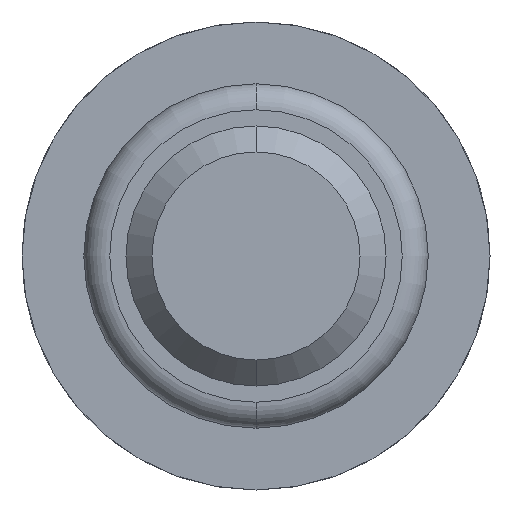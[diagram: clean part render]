
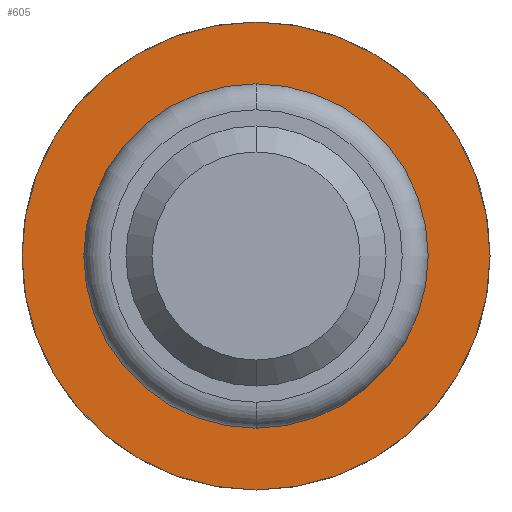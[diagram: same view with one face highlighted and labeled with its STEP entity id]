
A CAD part, front view. The second image highlights one B-rep face of the part: STEP entity #605.
In plain terms, the highlighted planar face has unit normal (0, -1, 0).
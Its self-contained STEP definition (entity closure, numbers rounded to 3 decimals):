
#148 = DIRECTION ( 'NONE',  ( 0., 1., 0. ) ) ;
#195 = FACE_OUTER_BOUND ( 'NONE', #1144, .T. ) ;
#605 = ADVANCED_FACE ( 'Defeature ausgef�hrt4_13', ( #195, #1011 ), #738, .F. ) ;
#712 = VERTEX_POINT ( 'NONE', #2259 ) ;
#738 = PLANE ( 'NONE',  #2868 ) ;
#753 = EDGE_CURVE ( 'Defeature ausgef�hrt4_13+Defeature ausgef�hrt4_14+Defeature ausgef�hrt4_14+Defeature ausgef�hrt4_14', #1509, #3817, #2361, .T. ) ;
#774 = DIRECTION ( 'NONE',  ( 0., 0., 1. ) ) ;
#836 = ORIENTED_EDGE ( 'NONE', *, *, #753, .T. ) ;
#907 = AXIS2_PLACEMENT_3D ( 'NONE', #977, #2621, #1488 ) ;
#977 = CARTESIAN_POINT ( 'NONE',  ( 0., -1.8, 0. ) ) ;
#1011 = FACE_BOUND ( 'NONE', #1605, .T. ) ;
#1144 = EDGE_LOOP ( 'NONE', ( #1203, #3060 ) ) ;
#1150 = CARTESIAN_POINT ( 'NONE',  ( 0., -1.8, 0. ) ) ;
#1185 = CIRCLE ( 'NONE', #907, 1.325 ) ;
#1203 = ORIENTED_EDGE ( 'NONE', *, *, #4235, .F. ) ;
#1374 = AXIS2_PLACEMENT_3D ( 'NONE', #3940, #2304, #2320 ) ;
#1442 = CIRCLE ( 'NONE', #4112, 1.8 ) ;
#1488 = DIRECTION ( 'NONE',  ( 0., 0., 1. ) ) ;
#1509 = VERTEX_POINT ( 'NONE', #3311 ) ;
#1605 = EDGE_LOOP ( 'NONE', ( #1632, #836 ) ) ;
#1632 = ORIENTED_EDGE ( 'NONE', *, *, #3584, .T. ) ;
#1953 = EDGE_CURVE ( 'Defeature ausgef�hrt4_12+Defeature ausgef�hrt4_13+Defeature ausgef�hrt4_13+Defeature ausgef�hrt4_13', #712, #2962, #1442, .T. ) ;
#1988 = DIRECTION ( 'NONE',  ( 0., 1., 0. ) ) ;
#2259 = CARTESIAN_POINT ( 'NONE',  ( 0., -1.8, -1.8 ) ) ;
#2304 = DIRECTION ( 'NONE',  ( 0., 1., 0. ) ) ;
#2312 = CARTESIAN_POINT ( 'NONE',  ( 0., -1.8, 1.325 ) ) ;
#2320 = DIRECTION ( 'NONE',  ( 0., 0., 1. ) ) ;
#2347 = DIRECTION ( 'NONE',  ( 0., 0., 1. ) ) ;
#2361 = CIRCLE ( 'NONE', #1374, 1.325 ) ;
#2621 = DIRECTION ( 'NONE',  ( 0., 1., 0. ) ) ;
#2768 = CARTESIAN_POINT ( 'NONE',  ( 1.8, -1.8, 0. ) ) ;
#2868 = AXIS2_PLACEMENT_3D ( 'NONE', #2768, #1988, #2347 ) ;
#2962 = VERTEX_POINT ( 'NONE', #3821 ) ;
#2988 = DIRECTION ( 'NONE',  ( 0., 0., 1. ) ) ;
#3060 = ORIENTED_EDGE ( 'NONE', *, *, #1953, .F. ) ;
#3208 = DIRECTION ( 'NONE',  ( 0., 1., 0. ) ) ;
#3311 = CARTESIAN_POINT ( 'NONE',  ( 0., -1.8, -1.325 ) ) ;
#3371 = CARTESIAN_POINT ( 'NONE',  ( 0., -1.8, 0. ) ) ;
#3584 = EDGE_CURVE ( 'Defeature ausgef�hrt4_13+Defeature ausgef�hrt4_14+Defeature ausgef�hrt4_14+Defeature ausgef�hrt4_14', #3817, #1509, #1185, .T. ) ;
#3817 = VERTEX_POINT ( 'NONE', #2312 ) ;
#3821 = CARTESIAN_POINT ( 'NONE',  ( 0., -1.8, 1.8 ) ) ;
#3940 = CARTESIAN_POINT ( 'NONE',  ( 0., -1.8, 0. ) ) ;
#4112 = AXIS2_PLACEMENT_3D ( 'NONE', #1150, #3208, #774 ) ;
#4235 = EDGE_CURVE ( 'Defeature ausgef�hrt4_12+Defeature ausgef�hrt4_13+Defeature ausgef�hrt4_13+Defeature ausgef�hrt4_13', #2962, #712, #4539, .T. ) ;
#4539 = CIRCLE ( 'NONE', #4919, 1.8 ) ;
#4919 = AXIS2_PLACEMENT_3D ( 'NONE', #3371, #148, #2988 ) ;
